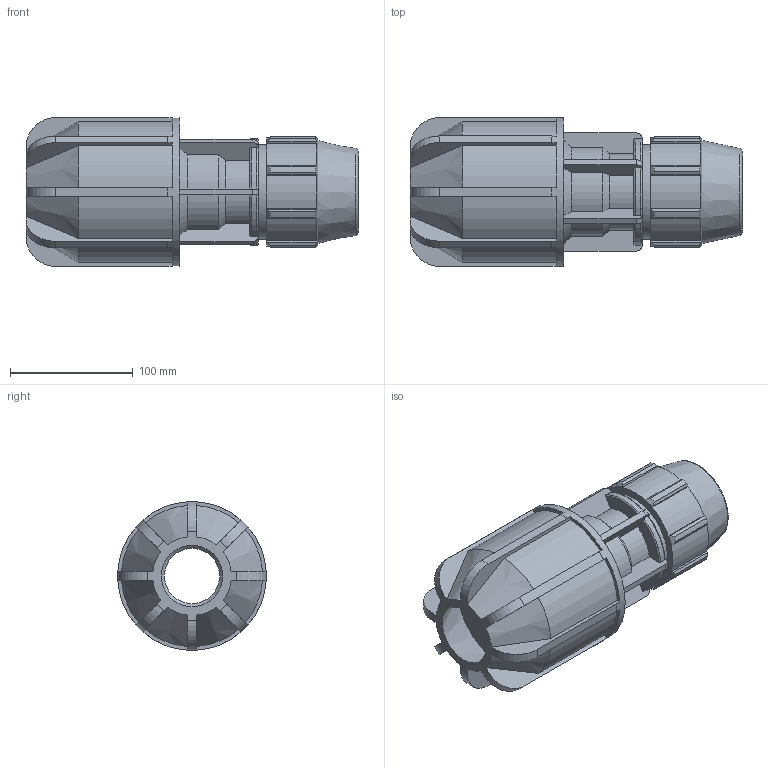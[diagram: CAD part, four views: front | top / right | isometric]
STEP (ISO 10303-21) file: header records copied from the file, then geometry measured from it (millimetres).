
FILE_DESCRIPTION(/* description */ ('PLASSON PLASS4 COUPLING 35-50*50'),/* implementation_level */ '2;1');
FILE_NAME(/* name */ '070170050050_180170050050_0701760500500A.ipt.stp',/* time_stamp */ '2017-06-06T17:15:05+03:00',/* author */ ('KIM'),/* organization */ (''),/* preprocessor_version */ 'ST-DEVELOPER v15.6',/* originating_system */ 'Autodesk Inventor 2015',/* authorisation */ '');
FILE_SCHEMA (('AUTOMOTIVE_DESIGN { 1 0 10303 214 3 1 1 }'));
Length unit declared in the file: millimetre
Products named in the file (1): 070170050050_180170050050_0701760500500A
Bounding box: 270 x 121 x 121 mm (x, y, z)
Volume: 1219080.5 mm3; surface area: 176655.6 mm2
Topology: 1 solids, 1 shells, 220 faces, 626 edges, 413 vertices
Faces by surface type: plane 111, cylinder 61, cone 34, torus 14
Full cylindrical faces by diameter (mm): 45 x1, 50 x1, 55.488 x1, 76.8 x1, 121 x1
Entity records: 7416 total; most frequent: CARTESIAN_POINT 1599, ORIENTED_EDGE 1218, DIRECTION 1142, EDGE_CURVE 609, VERTEX_POINT 409, AXIS2_PLACEMENT_3D 408, LINE 326, VECTOR 326
